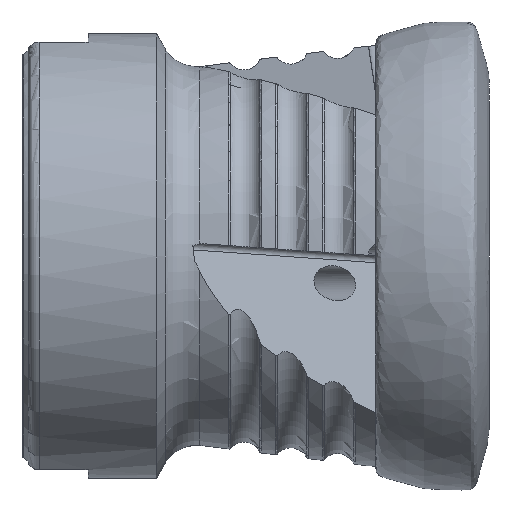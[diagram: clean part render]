
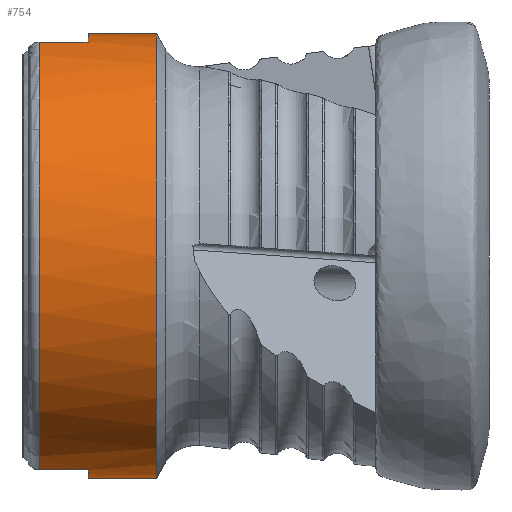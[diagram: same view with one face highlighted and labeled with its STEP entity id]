
A CAD part, front view. The second image highlights one B-rep face of the part: STEP entity #754.
In plain terms, the highlighted cylindrical face has radius 19 mm (diameter 38 mm), a full revolution.
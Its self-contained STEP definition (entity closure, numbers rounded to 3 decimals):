
#97 = EDGE_LOOP ( 'NONE', ( #5340 ) ) ;
#274 = CARTESIAN_POINT ( 'NONE',  ( -27.55, 0., 0. ) ) ;
#315 = LINE ( 'NONE', #5670, #6402 ) ;
#429 = CARTESIAN_POINT ( 'NONE',  ( -27.55, 0., -19. ) ) ;
#586 = DIRECTION ( 'NONE',  ( 1., 0., 0. ) ) ;
#589 = EDGE_CURVE ( 'NONE', #6501, #4709, #2544, .T. ) ;
#635 = CARTESIAN_POINT ( 'NONE',  ( 0., -5.154, 18.288 ) ) ;
#754 = ADVANCED_FACE ( 'Fl�che8', ( #1921, #5185 ), #4971, .T. ) ;
#900 = DIRECTION ( 'NONE',  ( 0., 0., -1. ) ) ;
#1004 = DIRECTION ( 'NONE',  ( 0., 0., -1. ) ) ;
#1133 = CIRCLE ( 'NONE', #4800, 19. ) ;
#1146 = DIRECTION ( 'NONE',  ( -1., 0., 0. ) ) ;
#1224 = DIRECTION ( 'NONE',  ( 0., 0., -1. ) ) ;
#1251 = DIRECTION ( 'NONE',  ( 1., 0., 0. ) ) ;
#1428 = ORIENTED_EDGE ( 'NONE', *, *, #4726, .T. ) ;
#1514 = VECTOR ( 'NONE', #1146, 1000. ) ;
#1540 = CARTESIAN_POINT ( 'NONE',  ( -37.55, 5.154, 18.288 ) ) ;
#1632 = VERTEX_POINT ( 'NONE', #6910 ) ;
#1705 = DIRECTION ( 'NONE',  ( -1., 0., 0. ) ) ;
#1821 = AXIS2_PLACEMENT_3D ( 'NONE', #4567, #3921, #3271 ) ;
#1921 = FACE_OUTER_BOUND ( 'NONE', #3585, .T. ) ;
#1988 = AXIS2_PLACEMENT_3D ( 'NONE', #1997, #2675, #5898 ) ;
#1997 = CARTESIAN_POINT ( 'NONE',  ( -33.4, 0., 0. ) ) ;
#2345 = CARTESIAN_POINT ( 'NONE',  ( -33.4, 5.154, -18.288 ) ) ;
#2376 = ORIENTED_EDGE ( 'NONE', *, *, #7894, .T. ) ;
#2390 = CARTESIAN_POINT ( 'NONE',  ( 0., 5.154, 18.288 ) ) ;
#2467 = DIRECTION ( 'NONE',  ( 1., 0., 0. ) ) ;
#2544 = CIRCLE ( 'NONE', #1988, 19. ) ;
#2561 = ORIENTED_EDGE ( 'NONE', *, *, #2596, .T. ) ;
#2596 = EDGE_CURVE ( 'NONE', #3559, #2756, #7918, .T. ) ;
#2675 = DIRECTION ( 'NONE',  ( -1., 0., 0. ) ) ;
#2756 = VERTEX_POINT ( 'NONE', #1540 ) ;
#2871 = ORIENTED_EDGE ( 'NONE', *, *, #3472, .T. ) ;
#3156 = AXIS2_PLACEMENT_3D ( 'NONE', #5794, #586, #7769 ) ;
#3169 = CARTESIAN_POINT ( 'NONE',  ( 0., 5.154, -18.288 ) ) ;
#3271 = DIRECTION ( 'NONE',  ( 0., 0., -1. ) ) ;
#3381 = VECTOR ( 'NONE', #1705, 1000. ) ;
#3445 = CARTESIAN_POINT ( 'NONE',  ( -37.55, 5.154, -18.288 ) ) ;
#3472 = EDGE_CURVE ( 'NONE', #6501, #3559, #4960, .T. ) ;
#3559 = VERTEX_POINT ( 'NONE', #3445 ) ;
#3585 = EDGE_LOOP ( 'NONE', ( #2561, #1428, #6904, #6043, #8011, #2376, #6718, #2871 ) ) ;
#3678 = CARTESIAN_POINT ( 'NONE',  ( -37.55, 0., 0. ) ) ;
#3921 = DIRECTION ( 'NONE',  ( 1., 0., 0. ) ) ;
#4005 = CARTESIAN_POINT ( 'NONE',  ( -33.4, -5.154, 18.288 ) ) ;
#4567 = CARTESIAN_POINT ( 'NONE',  ( -37.55, 0., 0. ) ) ;
#4709 = VERTEX_POINT ( 'NONE', #5635 ) ;
#4726 = EDGE_CURVE ( 'NONE', #2756, #4748, #5660, .T. ) ;
#4748 = VERTEX_POINT ( 'NONE', #6944 ) ;
#4800 = AXIS2_PLACEMENT_3D ( 'NONE', #3678, #7781, #1224 ) ;
#4822 = VERTEX_POINT ( 'NONE', #429 ) ;
#4867 = CIRCLE ( 'NONE', #8232, 19. ) ;
#4907 = DIRECTION ( 'NONE',  ( -1., 0., 0. ) ) ;
#4960 = LINE ( 'NONE', #3169, #1514 ) ;
#4971 = CYLINDRICAL_SURFACE ( 'NONE', #3156, 19. ) ;
#5029 = EDGE_CURVE ( 'NONE', #4822, #4822, #4867, .T. ) ;
#5107 = LINE ( 'NONE', #635, #3381 ) ;
#5185 = FACE_OUTER_BOUND ( 'NONE', #97, .T. ) ;
#5340 = ORIENTED_EDGE ( 'NONE', *, *, #5029, .F. ) ;
#5553 = CARTESIAN_POINT ( 'NONE',  ( -33.4, 0., 0. ) ) ;
#5635 = CARTESIAN_POINT ( 'NONE',  ( -33.4, -5.154, -18.288 ) ) ;
#5652 = CIRCLE ( 'NONE', #8114, 19. ) ;
#5660 = LINE ( 'NONE', #2390, #7414 ) ;
#5670 = CARTESIAN_POINT ( 'NONE',  ( 0., -5.154, -18.288 ) ) ;
#5794 = CARTESIAN_POINT ( 'NONE',  ( 0., 0., 0. ) ) ;
#5801 = EDGE_CURVE ( 'NONE', #8222, #4748, #5652, .T. ) ;
#5898 = DIRECTION ( 'NONE',  ( 0., 0., -1. ) ) ;
#6043 = ORIENTED_EDGE ( 'NONE', *, *, #6840, .T. ) ;
#6402 = VECTOR ( 'NONE', #2467, 1000. ) ;
#6501 = VERTEX_POINT ( 'NONE', #2345 ) ;
#6594 = EDGE_CURVE ( 'NONE', #1632, #6863, #1133, .T. ) ;
#6709 = CARTESIAN_POINT ( 'NONE',  ( -37.55, -5.154, -18.288 ) ) ;
#6718 = ORIENTED_EDGE ( 'NONE', *, *, #589, .F. ) ;
#6753 = DIRECTION ( 'NONE',  ( 1., 0., 0. ) ) ;
#6840 = EDGE_CURVE ( 'NONE', #8222, #1632, #5107, .T. ) ;
#6863 = VERTEX_POINT ( 'NONE', #6709 ) ;
#6904 = ORIENTED_EDGE ( 'NONE', *, *, #5801, .F. ) ;
#6910 = CARTESIAN_POINT ( 'NONE',  ( -37.55, -5.154, 18.288 ) ) ;
#6944 = CARTESIAN_POINT ( 'NONE',  ( -33.4, 5.154, 18.288 ) ) ;
#7414 = VECTOR ( 'NONE', #1251, 1000. ) ;
#7769 = DIRECTION ( 'NONE',  ( 0., 0., -1. ) ) ;
#7781 = DIRECTION ( 'NONE',  ( 1., 0., 0. ) ) ;
#7894 = EDGE_CURVE ( 'NONE', #6863, #4709, #315, .T. ) ;
#7918 = CIRCLE ( 'NONE', #1821, 19. ) ;
#8011 = ORIENTED_EDGE ( 'NONE', *, *, #6594, .T. ) ;
#8114 = AXIS2_PLACEMENT_3D ( 'NONE', #5553, #4907, #1004 ) ;
#8222 = VERTEX_POINT ( 'NONE', #4005 ) ;
#8232 = AXIS2_PLACEMENT_3D ( 'NONE', #274, #6753, #900 ) ;
